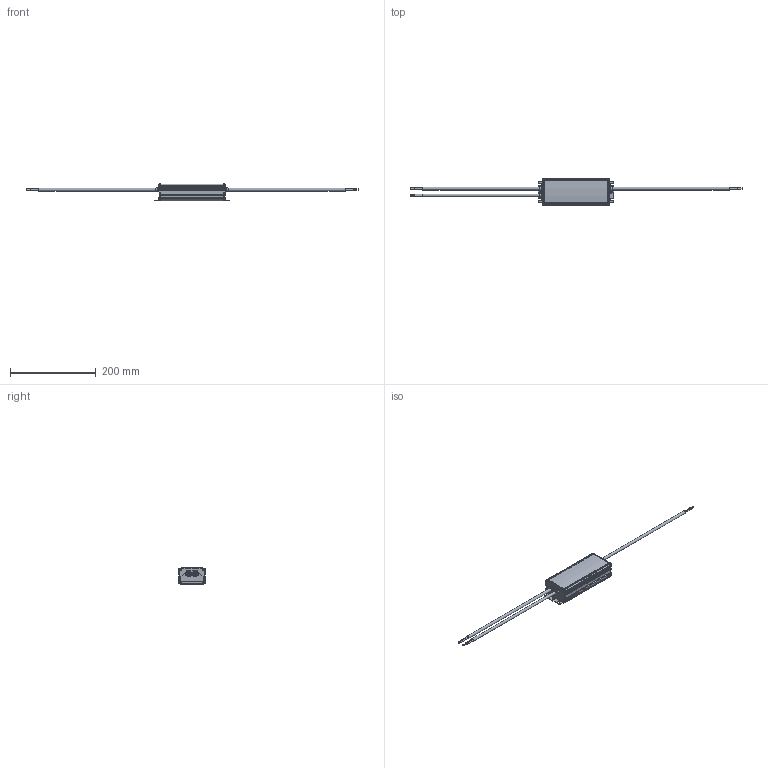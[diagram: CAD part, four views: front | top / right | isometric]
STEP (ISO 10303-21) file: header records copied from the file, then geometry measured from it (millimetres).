
FILE_DESCRIPTION(('STEP AP214'), '1');
FILE_NAME('ﾈﾏﾑ 1302 1313', '', ('UNSPECIFIED'), ('UNSPECIFIED'), 'ASCON STEP Converter 1.6', 'ASCON Math Kernel', '');
FILE_SCHEMA(('AUTOMOTIVE_DESIGN { 1 0 10303 214 3 1 1}'));
Length unit declared in the file: millimetre
Bounding box: 773 x 63.4 x 39.91 mm (x, y, z)
Volume: 93560.2 mm3; surface area: 99778.4 mm2
Topology: 1 solids, 10 shells, 771 faces, 2049 edges, 1341 vertices
Faces by surface type: plane 395, cylinder 290, bspline 32, cone 24, torus 22, sphere 8
Full cylindrical faces by diameter (mm): 1.2 x8, 2.15 x1, 2.4 x8, 2.9 x8, 3.2 x1, 3.4 x9, 5 x2, 5.6 x8, 6.5 x2, 6.8 x4, 10.2 x3, 10.9 x3, 14 x3
Entity records: 31786 total; most frequent: CARTESIAN_POINT 6229, DIRECTION 4170, ORIENTED_EDGE 3870, EDGE_CURVE 1935, AXIS2_PLACEMENT_3D 1542, VERTEX_POINT 1341, LINE 1086, VECTOR 1086
